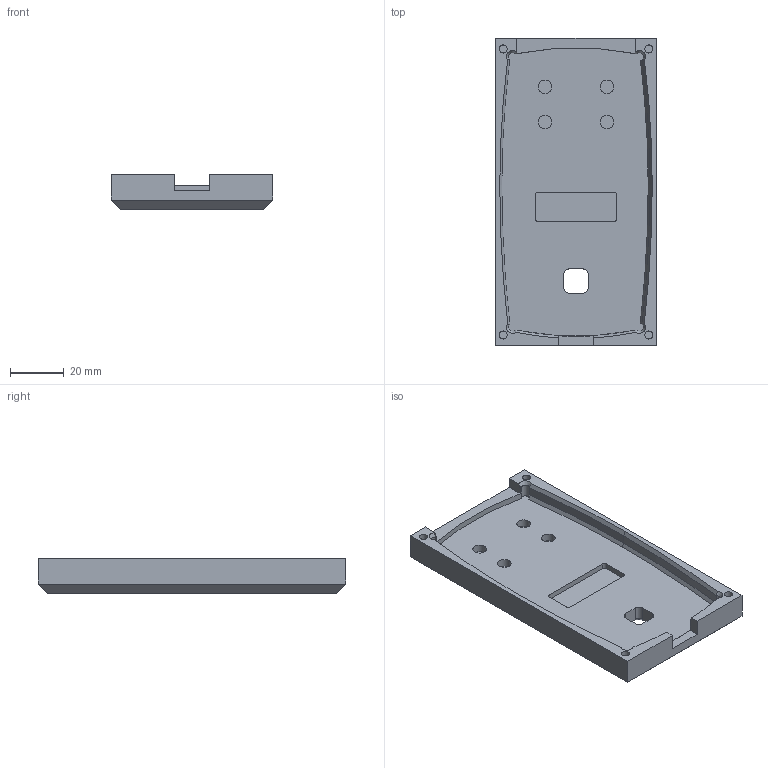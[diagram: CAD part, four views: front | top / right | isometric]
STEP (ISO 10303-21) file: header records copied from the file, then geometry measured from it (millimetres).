
FILE_DESCRIPTION(/* description */ (''),/* implementation_level */ '2;1');
FILE_NAME(/* name */ 'BundCover.step',/* time_stamp */ '2024-07-24T09:53:27+02:00',/* author */ (''),/* organization */ (''),/* preprocessor_version */ 'ST-DEVELOPER v20',/* originating_system */ 'Autodesk Translation Framework v13.14.0.145',/* authorisation */ '');
FILE_SCHEMA (('AUTOMOTIVE_DESIGN { 1 0 10303 214 3 1 1 }'));
Length unit declared in the file: millimetre
Products named in the file (1): BundCover
Bounding box: 60 x 114 x 13 mm (x, y, z)
Volume: 45954.3 mm3; surface area: 19692.4 mm2
Topology: 1 solids, 1 shells, 92 faces, 217 edges, 137 vertices
Faces by surface type: plane 44, cylinder 26, cone 22
Full cylindrical faces by diameter (mm): 3 x4, 5 x4
Entity records: 2709 total; most frequent: CARTESIAN_POINT 497, DIRECTION 473, ORIENTED_EDGE 434, EDGE_CURVE 217, AXIS2_PLACEMENT_3D 175, VERTEX_POINT 137, LINE 123, VECTOR 123
